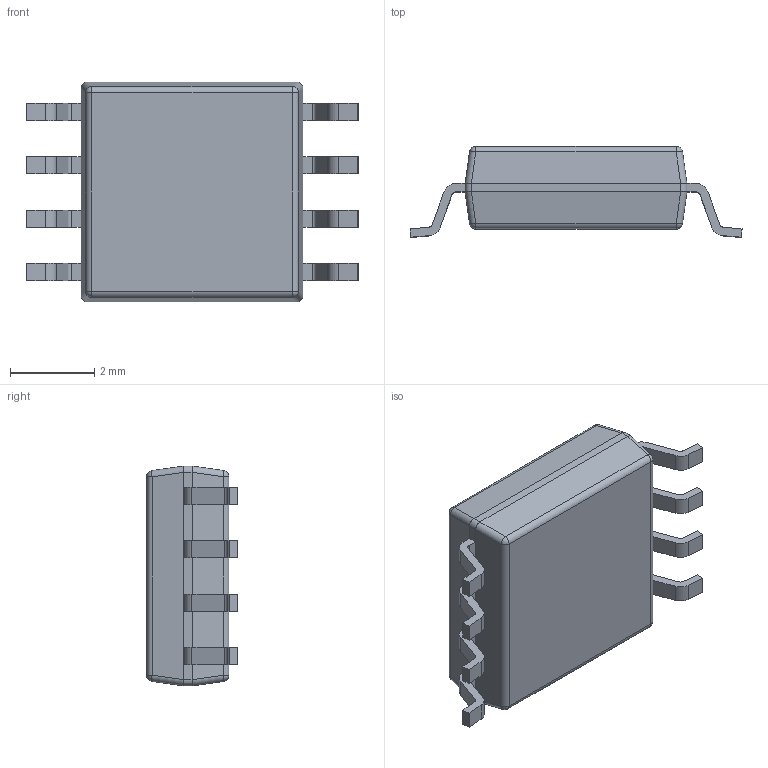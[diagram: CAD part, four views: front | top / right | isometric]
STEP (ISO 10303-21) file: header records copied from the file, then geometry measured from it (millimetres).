
FILE_DESCRIPTION (( 'STEP AP214' ), '1' );
FILE_NAME ('MX25U6432FM2I02.STEP', '2025-04-02T07:05:19', ( 'LENOVO' ), ( '' ), 'SwSTEP 2.0', 'SolidWorks 2021', '' );
FILE_SCHEMA (( 'AUTOMOTIVE_DESIGN' ));
Length unit declared in the file: millimetre
Products named in the file (1): MX25U6432FM2I02
Bounding box: 7.9 x 2.16 x 5.23 mm (x, y, z)
Volume: 53 mm3; surface area: 109.9 mm2
Topology: 10 solids, 10 shells, 161 faces, 396 edges, 256 vertices
Faces by surface type: plane 97, cylinder 56, sphere 8
Entity records: 4829 total; most frequent: CARTESIAN_POINT 886, DIRECTION 792, ORIENTED_EDGE 792, EDGE_CURVE 396, VECTOR 276, LINE 276, AXIS2_PLACEMENT_3D 258, VERTEX_POINT 256
